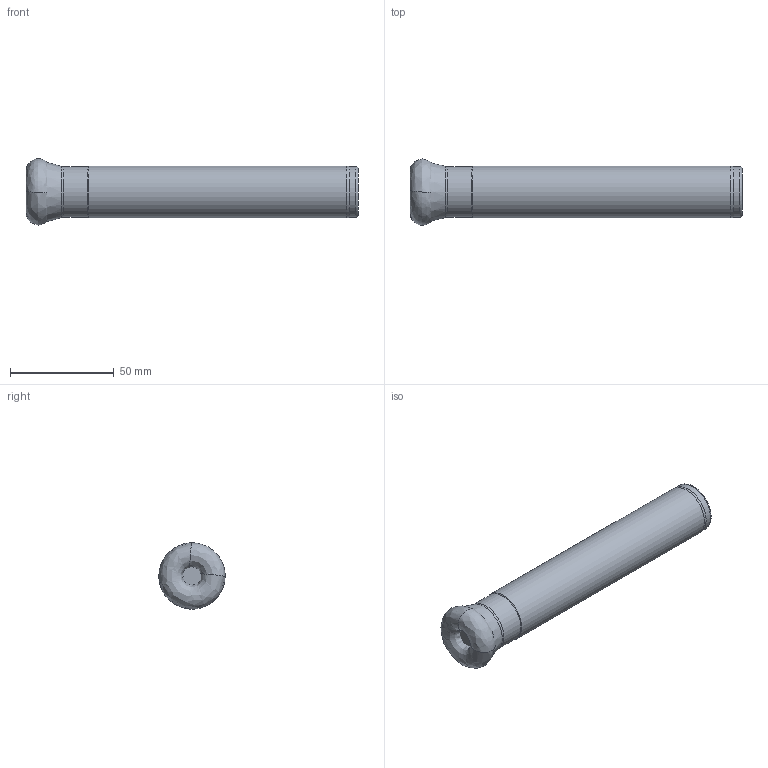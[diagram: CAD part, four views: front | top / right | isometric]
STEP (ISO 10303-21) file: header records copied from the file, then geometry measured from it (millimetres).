
FILE_DESCRIPTION(/* description */ (''),/* implementation_level */ '2;1');
FILE_NAME(/* name */ 'model1.stp',/* time_stamp */ '2023-11-06T18:34:07+03:00',/* author */ (''),/* organization */ (''),/* preprocessor_version */ 'ST-DEVELOPER v19.4',/* originating_system */ 'SIEMENS PLM Software NX2306.3001',/* authorisation */ '');
FILE_SCHEMA (('AUTOMOTIVE_DESIGN { 1 0 10303 214 3 1 1 1 }'));
Length unit declared in the file: millimetre
Products named in the file (1): model1_objects
Bounding box: 160 x 31.99 x 32 mm (x, y, z)
Volume: 86344.7 mm3; surface area: 16140.4 mm2
Topology: 2 solids, 2 shells, 14 faces, 25 edges, 13 vertices
Faces by surface type: torus 4, cylinder 3, cone 3, bspline 2, plane 2
Full cylindrical faces by diameter (mm): 24.5 x2, 25 x1
Entity records: 467 total; most frequent: CARTESIAN_POINT 116, DIRECTION 52, EDGE_LOOP 26, ORIENTED_EDGE 26, AXIS2_PLACEMENT_3D 26, FACE_BOUND 24, PRESENTATION_STYLE_ASSIGNMENT 14, SURFACE_STYLE_USAGE 14
